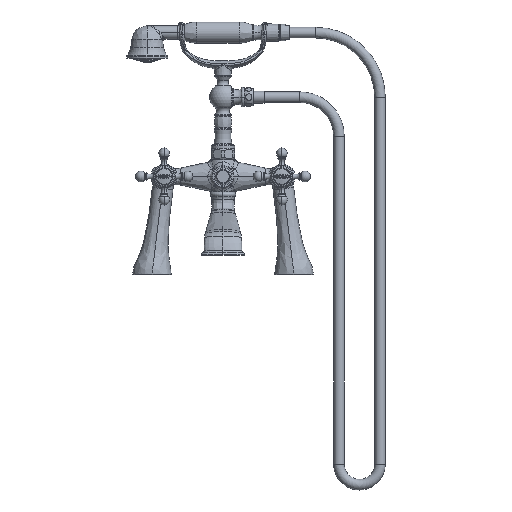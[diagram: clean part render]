
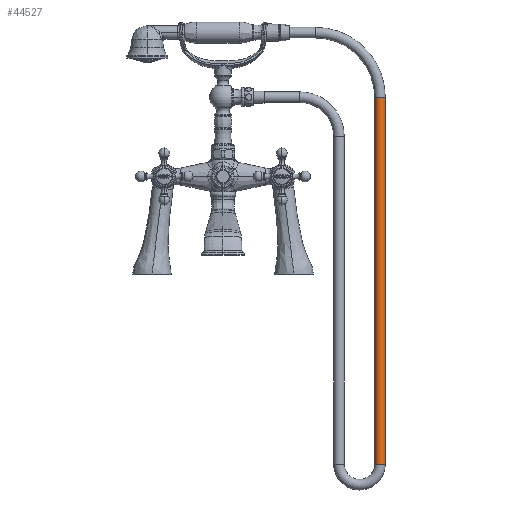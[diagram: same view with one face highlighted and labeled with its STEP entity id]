
A CAD part, top view. The second image highlights one B-rep face of the part: STEP entity #44527.
In plain terms, the highlighted cylindrical face has radius 6.858 mm (diameter 13.716 mm), a partial arc.
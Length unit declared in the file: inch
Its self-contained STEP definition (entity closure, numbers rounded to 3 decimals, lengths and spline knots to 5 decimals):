
#14376=DIRECTION('',(0.,-1.,0.));
#14377=VECTOR('',#14376,18.713);
#14378=CARTESIAN_POINT('',(7.73343,4.04827,0.));
#14379=LINE('',#14378,#14377);
#14380=CARTESIAN_POINT('',(8.00343,4.04827,0.));
#14381=DIRECTION('',(0.,-1.,0.));
#14382=DIRECTION('',(1.,0.,0.));
#14383=AXIS2_PLACEMENT_3D('',#14380,#14381,#14382);
#14385=DIRECTION('',(0.,-1.,0.));
#14386=VECTOR('',#14385,18.713);
#14387=CARTESIAN_POINT('',(8.27343,4.04827,0.));
#14388=LINE('',#14387,#14386);
#14389=CARTESIAN_POINT('',(8.00343,-14.66473,0.));
#14390=DIRECTION('',(0.,-1.,0.));
#14391=DIRECTION('',(1.,0.,0.));
#14392=AXIS2_PLACEMENT_3D('',#14389,#14390,#14391);
#16543=CARTESIAN_POINT('',(7.73343,4.04827,0.));
#16544=CARTESIAN_POINT('',(8.27343,4.04827,0.));
#16545=VERTEX_POINT('',#16543);
#16546=VERTEX_POINT('',#16544);
#16547=CARTESIAN_POINT('',(7.73343,-14.66473,0.));
#16548=VERTEX_POINT('',#16547);
#16549=CARTESIAN_POINT('',(8.27343,-14.66473,0.));
#16550=VERTEX_POINT('',#16549);
#44515=CARTESIAN_POINT('',(8.00343,4.04827,0.));
#44516=DIRECTION('',(0.,-1.,0.));
#44517=DIRECTION('',(-1.,0.,0.));
#44518=AXIS2_PLACEMENT_3D('',#44515,#44516,#44517);
#44519=CYLINDRICAL_SURFACE('',#44518,0.27);
#44520=ORIENTED_EDGE('',*,*,#44480,.F.);
#44521=ORIENTED_EDGE('',*,*,#44510,.T.);
#44523=ORIENTED_EDGE('',*,*,#44522,.T.);
#44524=ORIENTED_EDGE('',*,*,#44506,.F.);
#44525=EDGE_LOOP('',(#44520,#44521,#44523,#44524));
#44526=FACE_OUTER_BOUND('',#44525,.F.);
#44527=ADVANCED_FACE('',(#44526),#44519,.T.);
#14384=CIRCLE('',#14383,0.27);
#14393=CIRCLE('',#14392,0.27);
#44480=EDGE_CURVE('',#16546,#16545,#14384,.T.);
#44506=EDGE_CURVE('',#16545,#16548,#14379,.T.);
#44510=EDGE_CURVE('',#16546,#16550,#14388,.T.);
#44522=EDGE_CURVE('',#16550,#16548,#14393,.T.);
